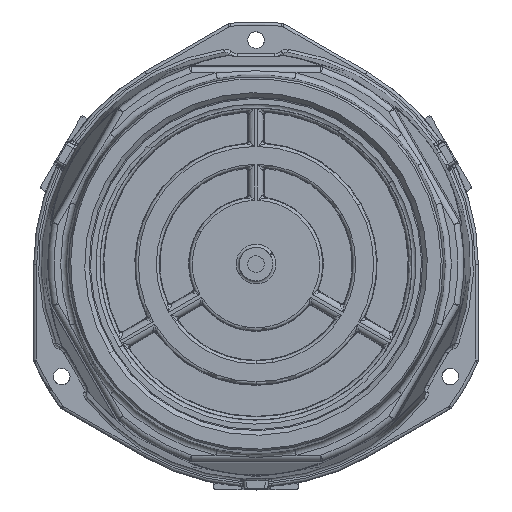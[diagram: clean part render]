
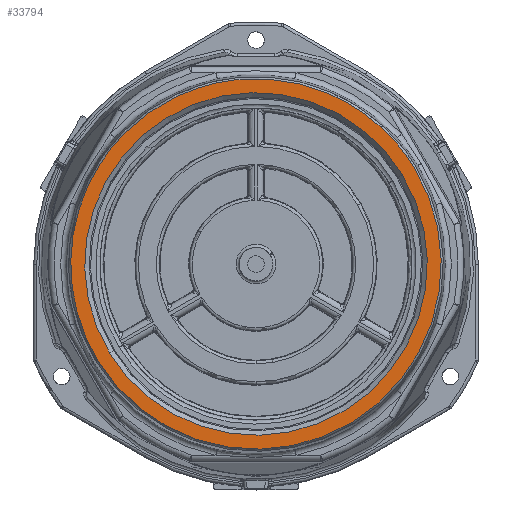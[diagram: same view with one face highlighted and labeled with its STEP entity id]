
A CAD part, top view. The second image highlights one B-rep face of the part: STEP entity #33794.
In plain terms, the highlighted planar face has unit normal (0, 0, 1).
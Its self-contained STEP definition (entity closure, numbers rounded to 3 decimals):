
#33680=AXIS2_PLACEMENT_3D('Circle Axis2P3D',#33678,#33679,$) ;
#33769=AXIS2_PLACEMENT_3D('Plane Axis2P3D',#33766,#33767,#33768) ;
#33778=AXIS2_PLACEMENT_3D('Circle Axis2P3D',#33776,#33777,$) ;
#33787=AXIS2_PLACEMENT_3D('Circle Axis2P3D',#33785,#33786,$) ;
#33668=CARTESIAN_POINT('Vertex',(-52.183,-31.793,168.5)) ;
#33675=CARTESIAN_POINT('Vertex',(52.183,31.793,168.5)) ;
#33678=CARTESIAN_POINT('Axis2P3D Location',(0.,0.,168.5)) ;
#33699=CARTESIAN_POINT('Vertex',(41.248,45.083,168.5)) ;
#33703=CARTESIAN_POINT('Control Point',(-52.183,-31.793,168.5)) ;
#33704=CARTESIAN_POINT('Control Point',(-58.176,-21.957,168.5)) ;
#33705=CARTESIAN_POINT('Control Point',(-61.852,-10.708,168.5)) ;
#33706=CARTESIAN_POINT('Control Point',(-62.76,1.225,168.5)) ;
#33707=CARTESIAN_POINT('Control Point',(-60.43,15.313,168.5)) ;
#33708=CARTESIAN_POINT('Control Point',(-54.453,27.88,168.5)) ;
#33709=CARTESIAN_POINT('Control Point',(-53.382,29.848,168.5)) ;
#33710=CARTESIAN_POINT('Control Point',(-51.27,33.381,168.5)) ;
#33711=CARTESIAN_POINT('Control Point',(-49.264,36.209,168.5)) ;
#33712=CARTESIAN_POINT('Control Point',(-48.302,37.474,168.5)) ;
#33713=CARTESIAN_POINT('Control Point',(-46.398,39.835,168.5)) ;
#33714=CARTESIAN_POINT('Control Point',(-44.352,42.075,168.5)) ;
#33715=CARTESIAN_POINT('Control Point',(-43.248,43.217,168.5)) ;
#33716=CARTESIAN_POINT('Control Point',(-40.755,45.628,168.5)) ;
#33717=CARTESIAN_POINT('Control Point',(-37.583,48.25,168.5)) ;
#33718=CARTESIAN_POINT('Control Point',(-35.8,49.607,168.5)) ;
#33719=CARTESIAN_POINT('Control Point',(-31.38,52.604,168.5)) ;
#33720=CARTESIAN_POINT('Control Point',(-26.657,55.104,168.5)) ;
#33721=CARTESIAN_POINT('Control Point',(-24.243,56.163,168.5)) ;
#33722=CARTESIAN_POINT('Control Point',(-20.093,57.784,168.5)) ;
#33723=CARTESIAN_POINT('Control Point',(-17.218,58.652,168.5)) ;
#33724=CARTESIAN_POINT('Control Point',(-16.083,58.964,168.5)) ;
#33725=CARTESIAN_POINT('Control Point',(-14.116,59.474,168.5)) ;
#33726=CARTESIAN_POINT('Control Point',(-12.13,59.903,168.5)) ;
#33727=CARTESIAN_POINT('Control Point',(-10.976,60.134,168.5)) ;
#33728=CARTESIAN_POINT('Control Point',(-8.017,60.65,168.5)) ;
#33729=CARTESIAN_POINT('Control Point',(-3.581,61.067,168.5)) ;
#33730=CARTESIAN_POINT('Control Point',(-0.949,61.206,168.5)) ;
#33731=CARTESIAN_POINT('Control Point',(5.965,61.062,168.5)) ;
#33732=CARTESIAN_POINT('Control Point',(12.8,59.946,168.5)) ;
#33733=CARTESIAN_POINT('Control Point',(16.755,58.979,168.5)) ;
#33734=CARTESIAN_POINT('Control Point',(24.554,56.331,168.5)) ;
#33735=CARTESIAN_POINT('Control Point',(31.803,52.42,168.5)) ;
#33736=CARTESIAN_POINT('Control Point',(35.203,50.181,168.5)) ;
#33737=CARTESIAN_POINT('Control Point',(38.333,47.75,168.5)) ;
#33738=CARTESIAN_POINT('Control Point',(41.248,45.083,168.5)) ;
#33753=CARTESIAN_POINT('Control Point',(41.248,45.083,168.5)) ;
#33754=CARTESIAN_POINT('Control Point',(44.433,42.169,168.5)) ;
#33755=CARTESIAN_POINT('Control Point',(47.344,38.955,168.5)) ;
#33756=CARTESIAN_POINT('Control Point',(49.937,35.48,168.5)) ;
#33757=CARTESIAN_POINT('Control Point',(52.183,31.793,168.5)) ;
#33766=CARTESIAN_POINT('Axis2P3D Location',(27.5,47.631,168.5)) ;
#33776=CARTESIAN_POINT('Axis2P3D Location',(0.,0.,168.5)) ;
#33780=CARTESIAN_POINT('Vertex',(48.25,29.397,168.5)) ;
#33782=CARTESIAN_POINT('Vertex',(-48.25,-29.397,168.5)) ;
#33785=CARTESIAN_POINT('Axis2P3D Location',(0.,0.,168.5)) ;
#33679=DIRECTION('Axis2P3D Direction',(0.,0.,-1.)) ;
#33767=DIRECTION('Axis2P3D Direction',(0.,0.,-1.)) ;
#33768=DIRECTION('Axis2P3D XDirection',(0.5,0.866,0.)) ;
#33777=DIRECTION('Axis2P3D Direction',(0.,0.,-1.)) ;
#33786=DIRECTION('Axis2P3D Direction',(0.,0.,-1.)) ;
#33772=ORIENTED_EDGE('',*,*,#33758,.F.) ;
#33773=ORIENTED_EDGE('',*,*,#33739,.F.) ;
#33774=ORIENTED_EDGE('',*,*,#33682,.F.) ;
#33791=ORIENTED_EDGE('',*,*,#33784,.T.) ;
#33792=ORIENTED_EDGE('',*,*,#33789,.T.) ;
#33793=FACE_BOUND('',#33790,.T.) ;
#33794=ADVANCED_FACE('PartBody',(#33775,#33793),#33770,.F.) ;
#33702=B_SPLINE_CURVE_WITH_KNOTS('',5,(#33703,#33704,#33705,#33706,#33707,#33708,#33709,#33710,#33711,#33712,#33713,#33714,#33715,#33716,#33717,#33718,#33719,#33720,#33721,#33722,#33723,#33724,#33725,#33726,#33727,#33728,#33729,#33730,#33731,#33732,#33733,#33734,#33735,#33736,#33737,#33738),.UNSPECIFIED.,.F.,.U.,(6,3,3,3,3,3,3,3,3,3,3,6),(0.,81.114,97.882,114.649,131.417,148.185,168.979,189.772,210.566,231.359,259.178,286.997),.UNSPECIFIED.) ;
#33752=B_SPLINE_CURVE_WITH_KNOTS('',4,(#33753,#33754,#33755,#33756,#33757),.UNSPECIFIED.,.F.,.U.,(5,5),(0.,24.322),.UNSPECIFIED.) ;
#33681=CIRCLE('generated circle',#33680,61.106) ;
#33779=CIRCLE('generated circle',#33778,56.5) ;
#33788=CIRCLE('generated circle',#33787,56.5) ;
#33682=EDGE_CURVE('',#33676,#33669,#33681,.T.) ;
#33739=EDGE_CURVE('',#33669,#33700,#33702,.T.) ;
#33758=EDGE_CURVE('',#33700,#33676,#33752,.T.) ;
#33784=EDGE_CURVE('',#33781,#33783,#33779,.T.) ;
#33789=EDGE_CURVE('',#33783,#33781,#33788,.T.) ;
#33771=EDGE_LOOP('',(#33772,#33773,#33774)) ;
#33790=EDGE_LOOP('',(#33791,#33792)) ;
#33775=FACE_OUTER_BOUND('',#33771,.T.) ;
#33770=PLANE('',#33769) ;
#33669=VERTEX_POINT('',#33668) ;
#33676=VERTEX_POINT('',#33675) ;
#33700=VERTEX_POINT('',#33699) ;
#33781=VERTEX_POINT('',#33780) ;
#33783=VERTEX_POINT('',#33782) ;
